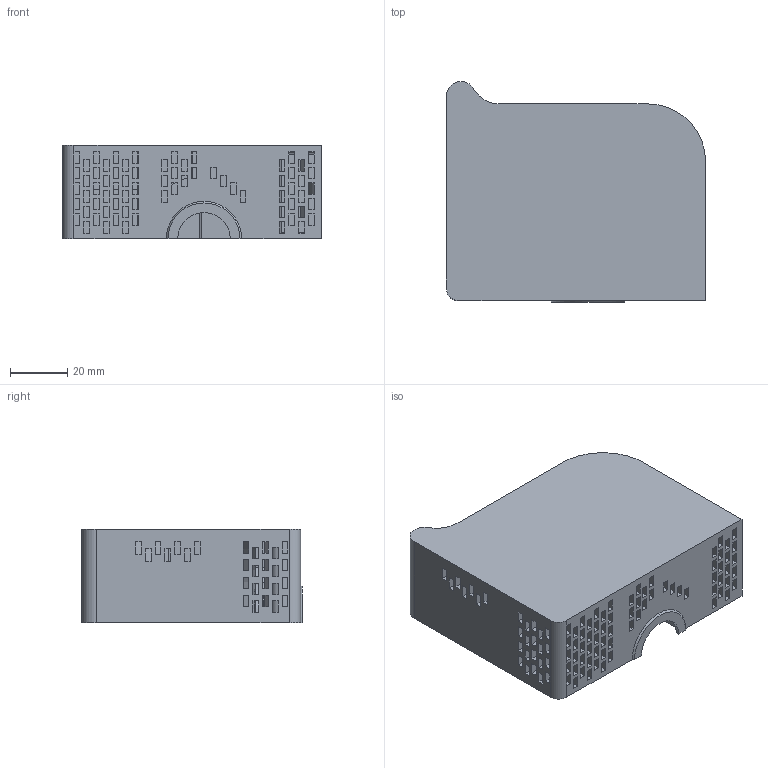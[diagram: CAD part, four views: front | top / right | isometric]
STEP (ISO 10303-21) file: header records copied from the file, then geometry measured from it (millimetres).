
FILE_DESCRIPTION (( 'STEP AP214' ), '1' );
FILE_NAME ('Body_Drawing.STEP', '2022-02-21T23:01:13', ( '' ), ( '' ), 'SwSTEP 2.0', 'SolidWorks 2022', '' );
FILE_SCHEMA (( 'AUTOMOTIVE_DESIGN' ));
Length unit declared in the file: millimetre
Products named in the file (1): Body_Drawing
Bounding box: 90.15 x 76.78 x 32.7 mm (x, y, z)
Volume: 49937.3 mm3; surface area: 42388.5 mm2
Topology: 1 solids, 1 shells, 590 faces, 1797 edges, 1190 vertices
Faces by surface type: plane 555, cylinder 31, cone 3, bspline 1
Entity records: 20590 total; most frequent: CARTESIAN_POINT 3959, ORIENTED_EDGE 3594, DIRECTION 3041, EDGE_CURVE 1797, LINE 1721, VECTOR 1721, VERTEX_POINT 1190, EDGE_LOOP 807
